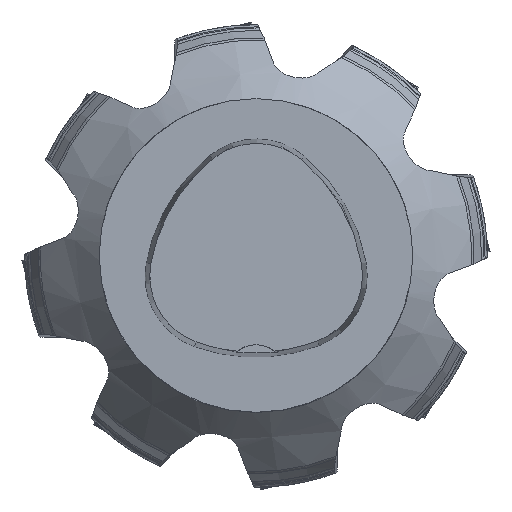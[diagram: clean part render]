
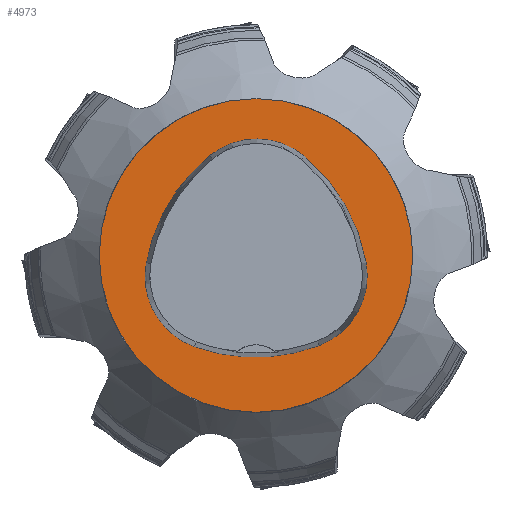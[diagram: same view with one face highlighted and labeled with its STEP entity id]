
A CAD part, top view. The second image highlights one B-rep face of the part: STEP entity #4973.
In plain terms, the highlighted planar face has unit normal (0, 0, 1).
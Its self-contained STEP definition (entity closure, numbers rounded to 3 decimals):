
#2425=FACE_BOUND('',#12587,.T.);
#2426=FACE_BOUND('',#12588,.T.);
#4973=ADVANCED_FACE('',(#2425,#2426),#8073,.T.);
#8073=PLANE('',#57861);
#12587=EDGE_LOOP('',(#23306,#23307,#23308,#23309,#23310,#23311));
#12588=EDGE_LOOP('',(#23312));
#18381=CIRCLE('',#57838,36.);
#18382=CIRCLE('',#57840,15.);
#18383=CIRCLE('',#57842,36.);
#18384=CIRCLE('',#57844,15.);
#18385=CIRCLE('',#57846,36.);
#18386=CIRCLE('',#57848,15.);
#18387=CIRCLE('',#57860,31.5);
#23306=ORIENTED_EDGE('',*,*,#44592,.T.);
#23307=ORIENTED_EDGE('',*,*,#44590,.T.);
#23308=ORIENTED_EDGE('',*,*,#44588,.T.);
#23309=ORIENTED_EDGE('',*,*,#44586,.T.);
#23310=ORIENTED_EDGE('',*,*,#44584,.T.);
#23311=ORIENTED_EDGE('',*,*,#44582,.T.);
#23312=ORIENTED_EDGE('',*,*,#44605,.F.);
#38897=VERTEX_POINT('',#87291);
#38898=VERTEX_POINT('',#87293);
#38899=VERTEX_POINT('',#87297);
#38900=VERTEX_POINT('',#87301);
#38901=VERTEX_POINT('',#87305);
#38902=VERTEX_POINT('',#87309);
#38911=VERTEX_POINT('',#87341);
#44582=EDGE_CURVE('',#38898,#38897,#18381,.T.);
#44584=EDGE_CURVE('',#38899,#38898,#18382,.T.);
#44586=EDGE_CURVE('',#38900,#38899,#18383,.T.);
#44588=EDGE_CURVE('',#38901,#38900,#18384,.T.);
#44590=EDGE_CURVE('',#38902,#38901,#18385,.T.);
#44592=EDGE_CURVE('',#38897,#38902,#18386,.T.);
#44605=EDGE_CURVE('',#38911,#38911,#18387,.T.);
#57838=AXIS2_PLACEMENT_3D('',#87292,#65543,#65544);
#57840=AXIS2_PLACEMENT_3D('',#87296,#65548,#65549);
#57842=AXIS2_PLACEMENT_3D('',#87300,#65553,#65554);
#57844=AXIS2_PLACEMENT_3D('',#87304,#65558,#65559);
#57846=AXIS2_PLACEMENT_3D('',#87308,#65563,#65564);
#57848=AXIS2_PLACEMENT_3D('',#87312,#65568,#65569);
#57860=AXIS2_PLACEMENT_3D('',#87340,#65600,#65601);
#57861=AXIS2_PLACEMENT_3D('',#87342,#65602,#65603);
#65543=DIRECTION('',(0.,0.,-1.));
#65544=DIRECTION('',(-1.,0.,0.));
#65548=DIRECTION('',(0.,0.,-1.));
#65549=DIRECTION('',(-1.,0.,0.));
#65553=DIRECTION('',(0.,0.,-1.));
#65554=DIRECTION('',(-1.,0.,0.));
#65558=DIRECTION('',(0.,0.,-1.));
#65559=DIRECTION('',(-1.,0.,0.));
#65563=DIRECTION('',(0.,0.,-1.));
#65564=DIRECTION('',(-1.,0.,0.));
#65568=DIRECTION('',(0.,0.,-1.));
#65569=DIRECTION('',(-1.,0.,0.));
#65600=DIRECTION('',(0.,0.,-1.));
#65601=DIRECTION('',(-1.,0.,0.));
#65602=DIRECTION('',(0.,0.,1.));
#65603=DIRECTION('',(1.,0.,0.));
#87291=CARTESIAN_POINT('',(-12.373,-18.307,0.));
#87292=CARTESIAN_POINT('',(-0.137,15.55,0.));
#87293=CARTESIAN_POINT('',(12.693,-18.087,0.));
#87296=CARTESIAN_POINT('',(7.347,-4.071,0.));
#87297=CARTESIAN_POINT('',(22.122,-1.48,0.));
#87300=CARTESIAN_POINT('',(-13.337,-7.7,0.));
#87301=CARTESIAN_POINT('',(9.779,19.898,0.));
#87304=CARTESIAN_POINT('',(0.148,8.399,0.));
#87305=CARTESIAN_POINT('',(-9.317,20.036,0.));
#87308=CARTESIAN_POINT('',(13.398,-7.893,0.));
#87309=CARTESIAN_POINT('',(-22.041,-1.562,0.));
#87312=CARTESIAN_POINT('',(-7.275,-4.2,0.));
#87340=CARTESIAN_POINT('',(0.,0.,
0.));
#87341=CARTESIAN_POINT('',(-31.5,0.,0.));
#87342=CARTESIAN_POINT('',(0.,0.,
0.));
